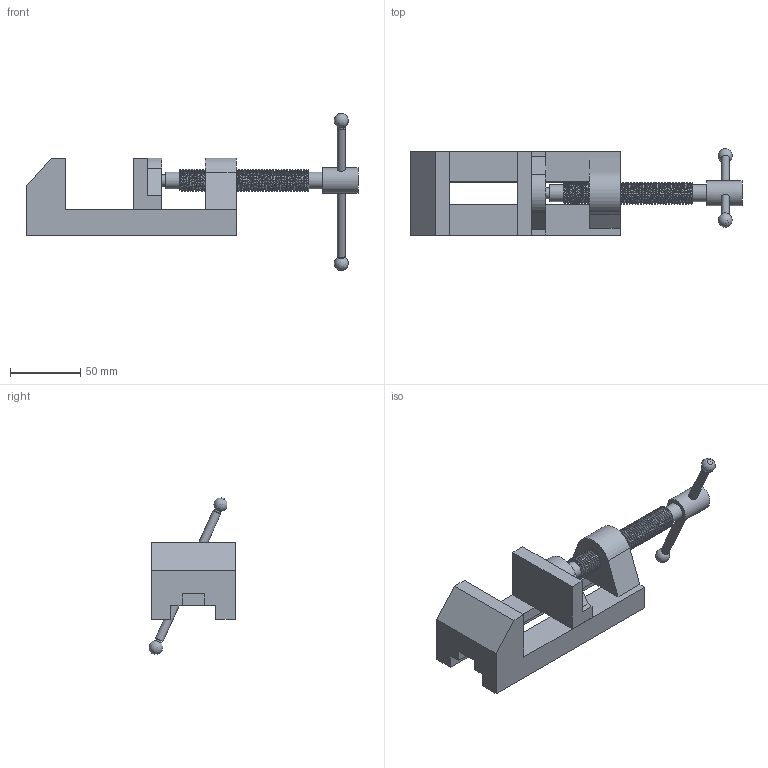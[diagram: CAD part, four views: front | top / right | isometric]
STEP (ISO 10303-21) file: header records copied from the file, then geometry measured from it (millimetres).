
FILE_DESCRIPTION(/* description */ (''),/* implementation_level */ '2;1');
FILE_NAME(/* name */ 'Bench vise v2.step',/* time_stamp */ '2025-11-03T11:58:38+05:30',/* author */ (''),/* organization */ (''),/* preprocessor_version */ 'ST-DEVELOPER v20.1',/* originating_system */ 'Autodesk Translation Framework v14.17.0.0',/* authorisation */ '');
FILE_SCHEMA (('AUTOMOTIVE_DESIGN { 1 0 10303 214 3 1 1 }'));
Length unit declared in the file: millimetre
Products named in the file (6): Bench vise; Base; slider; Handle; screwbar; Component6
Assembly tree (5 placements, depth 4):
  Bench vise
    Base
    slider
    Handle
      screwbar
        Component6
Bounding box: 236.86 x 61.82 x 112 mm (x, y, z)
Volume: 240912.6 mm3; surface area: 62129.8 mm2
Topology: 7 solids, 7 shells, 193 faces, 528 edges, 350 vertices
Faces by surface type: cylinder 133, plane 52, bspline 4, sphere 4
Full cylindrical faces by diameter (mm): 4 x4, 6 x3, 8 x1, 12 x4, 13.534 x37, 14.023 x10, 15.822 x39, 16.25 x10, 18 x1
Entity records: 17418 total; most frequent: CARTESIAN_POINT 12826, ORIENTED_EDGE 1044, DIRECTION 716, EDGE_CURVE 522, VERTEX_POINT 350, B_SPLINE_CURVE_WITH_KNOTS 248, AXIS2_PLACEMENT_3D 242, LINE 232
